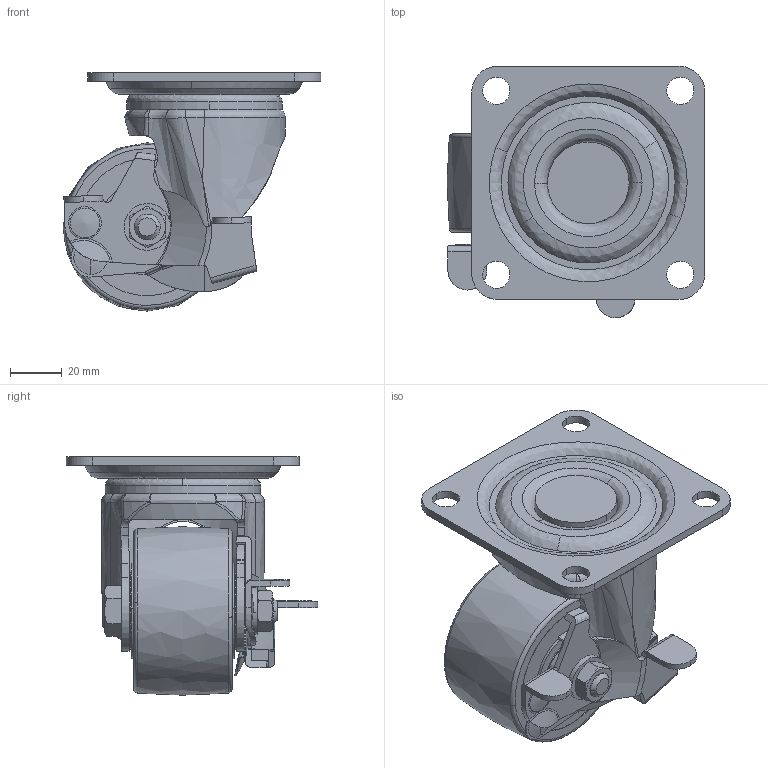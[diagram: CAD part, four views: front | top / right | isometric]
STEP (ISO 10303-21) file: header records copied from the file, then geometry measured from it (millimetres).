
FILE_DESCRIPTION((''),'2;1');
FILE_NAME('','2009-03-19T14:11:34',(''),(''),'','CADfix','');
FILE_SCHEMA(('AUTOMOTIVE_DESIGN { 1 0 10303 214 1 1 1 1 }'));
Length unit declared in the file: millimetre
Bounding box: 99.5 x 97 x 92 mm (x, y, z)
Volume: 227109 mm3; surface area: 72354.2 mm2
Topology: 6 solids, 10 shells, 418 faces, 1211 edges, 820 vertices
Faces by surface type: bspline 418
Entity records: 20438 total; most frequent: CARTESIAN_POINT 13742, ORIENTED_EDGE 2364, EDGE_CURVE 1199, VERTEX_POINT 817, EDGE_LOOP 456, FACE_OUTER_BOUND 415, ADVANCED_FACE 415, QUASI_UNIFORM_CURVE 392
